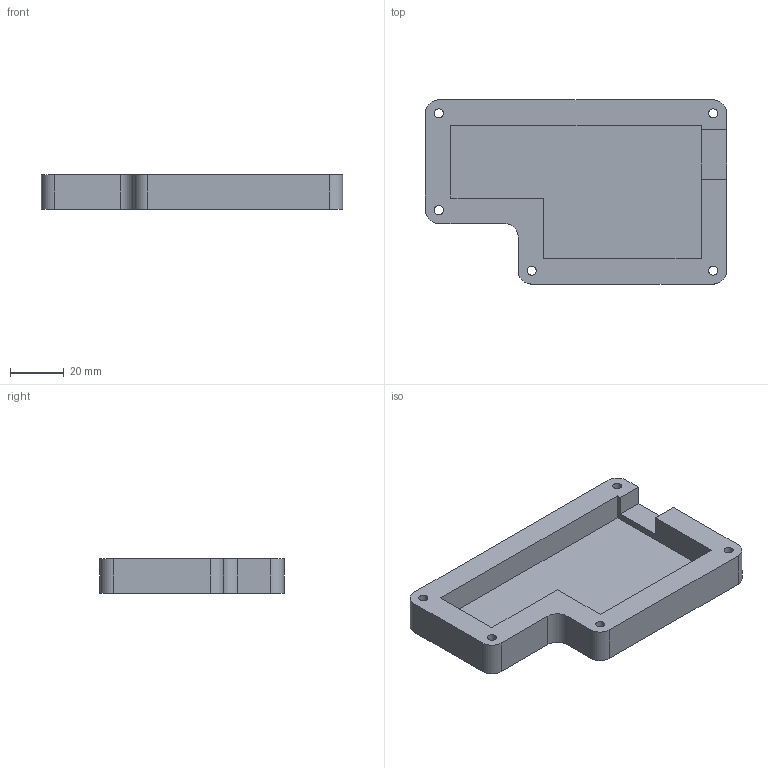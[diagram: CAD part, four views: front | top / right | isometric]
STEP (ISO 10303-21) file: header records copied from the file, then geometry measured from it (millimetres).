
FILE_DESCRIPTION(/* description */ ('','CAx-IF Rec.Pracs.---Representation and Presentation of Product Manufacturing Information (PMI)---4.0---2014-10-13'),/* implementation_level */ '2;1');
FILE_NAME(/* name */ 'bottom.step',/* time_stamp */ '2025-02-18T23:49:16Z',/* author */ (''),/* organization */ (''),/* preprocessor_version */ 'ST-DEVELOPER v20',/* originating_system */ 'Autodesk Translation Framework v13.20.0.188',/* authorisation */ '');
FILE_SCHEMA (('AP242_MANAGED_MODEL_BASED_3D_ENGINEERING_MIM_LF { 1 0 10303 442 1 1 4 }'));
Length unit declared in the file: millimetre
Products named in the file (2): Hackpad; TheLittleDipper
Assembly tree (1 placements, depth 2):
  Hackpad
    TheLittleDipper
Bounding box: 112 x 68.5 x 13 mm (x, y, z)
Volume: 48872.7 mm3; surface area: 21785.2 mm2
Topology: 1 solids, 1 shells, 440 faces, 1203 edges, 802 vertices
Faces by surface type: bspline 230, plane 194, cylinder 16
Full cylindrical faces by diameter (mm): 3.4 x5, 6 x5
Entity records: 16032 total; most frequent: CARTESIAN_POINT 6358, ORIENTED_EDGE 2406, EDGE_CURVE 1203, DIRECTION 1201, VERTEX_POINT 802, LINE 711, VECTOR 711, EDGE_LOOP 487
